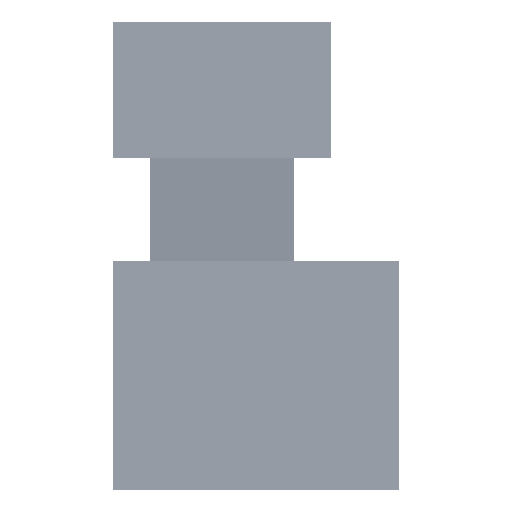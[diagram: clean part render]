
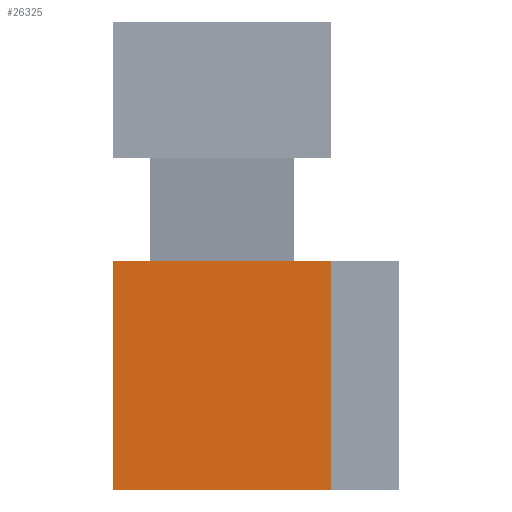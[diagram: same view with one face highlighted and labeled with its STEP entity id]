
A CAD part, left-side view. The second image highlights one B-rep face of the part: STEP entity #26325.
In plain terms, the highlighted planar face has unit normal (-1, 0, 0).
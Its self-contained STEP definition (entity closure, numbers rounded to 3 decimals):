
#4873=ORIENTED_EDGE('',*,*,#8981,.T.);
#4874=ORIENTED_EDGE('',*,*,#10764,.F.);
#4875=ORIENTED_EDGE('',*,*,#8769,.F.);
#4876=ORIENTED_EDGE('',*,*,#10763,.T.);
#8769=EDGE_CURVE('',#12589,#12590,#15059,.T.);
#8981=EDGE_CURVE('',#12802,#12801,#15271,.T.);
#10763=EDGE_CURVE('',#12589,#12802,#17053,.T.);
#10764=EDGE_CURVE('',#12590,#12801,#17054,.T.);
#12589=VERTEX_POINT('',#36218);
#12590=VERTEX_POINT('',#36220);
#12801=VERTEX_POINT('',#36643);
#12802=VERTEX_POINT('',#36645);
#15059=LINE('',#36219,#18355);
#15271=LINE('',#36644,#18567);
#17053=LINE('',#40206,#20349);
#17054=LINE('',#40208,#20350);
#18355=VECTOR('',#28974,1000.);
#18567=VECTOR('',#29188,1000.);
#20349=VECTOR('',#32532,1000.);
#20350=VECTOR('',#32535,1000.);
#22330=EDGE_LOOP('',(#4873,#4874,#4875,#4876));
#23806=FACE_BOUND('',#22330,.T.);
#25178=PLANE('',#27675);
#26325=ADVANCED_FACE('',(#23806),#25178,.F.);
#27675=AXIS2_PLACEMENT_3D('',#40207,#32533,#32534);
#28974=DIRECTION('',(0.,-1.,0.));
#29188=DIRECTION('',(0.,-1.,0.));
#32532=DIRECTION('',(0.,0.,-1.));
#32533=DIRECTION('',(1.,0.,0.));
#32534=DIRECTION('',(0.,0.,-1.));
#32535=DIRECTION('',(0.,0.,-1.));
#36218=CARTESIAN_POINT('',(-17.97,1.525,1.6));
#36219=CARTESIAN_POINT('',(-17.97,1.525,1.6));
#36220=CARTESIAN_POINT('',(-17.97,-1.525,1.6));
#36643=CARTESIAN_POINT('',(-17.97,-1.525,-1.6));
#36644=CARTESIAN_POINT('',(-17.97,1.525,-1.6));
#36645=CARTESIAN_POINT('',(-17.97,1.525,-1.6));
#40206=CARTESIAN_POINT('',(-17.97,1.525,1.6));
#40207=CARTESIAN_POINT('',(-17.97,1.525,1.6));
#40208=CARTESIAN_POINT('',(-17.97,-1.525,1.6));
